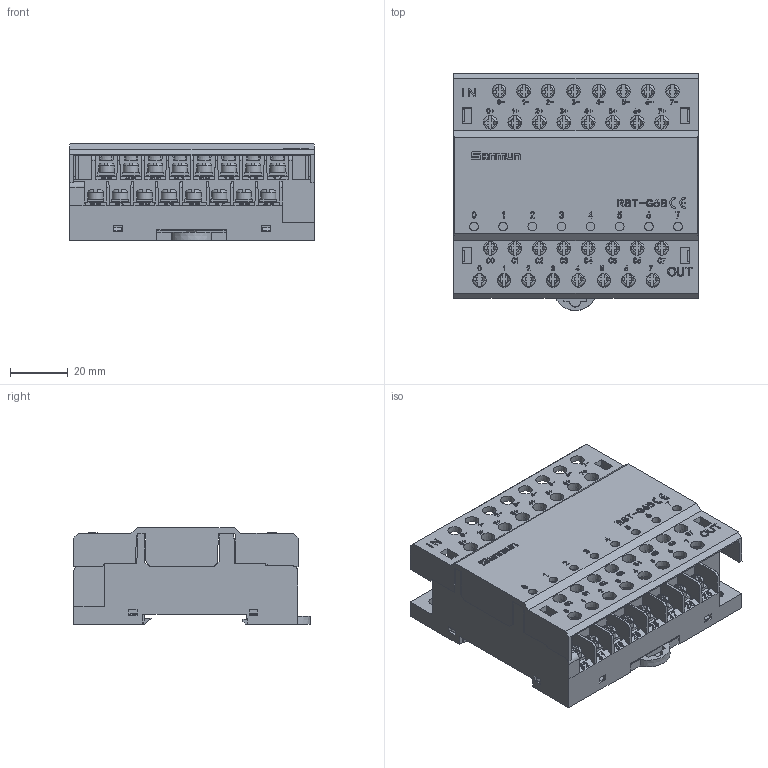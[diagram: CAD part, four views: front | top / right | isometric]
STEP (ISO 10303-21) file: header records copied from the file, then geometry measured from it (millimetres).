
FILE_DESCRIPTION(/* description */ (''),/* implementation_level */ '2;1');
FILE_NAME(/* name */ '',/* time_stamp */ '2025-06-10T13:56:12+08:00',/* author */ (''),/* organization */ (''),/* preprocessor_version */ 'ST-DEVELOPER v14',/* originating_system */ 'SIEMENS PLM Software NX 8.0',/* authorisation */ '');
FILE_SCHEMA (('AUTOMOTIVE_DESIGN { 1 0 10303 214 3 1 1 1 }'));
Products named in the file (1): Admi10448E1Dm7pp
Bounding box: 84.5 x 81.9 x 33.3 mm (x, y, z)
Volume: 130734.6 mm3; surface area: 60056.7 mm2
Topology: 1 solids, 30 shells, 3800 faces, 10179 edges, 6762 vertices
Faces by surface type: plane 3081, cylinder 318, extrusion 262, cone 105, torus 32, bspline 2
Full cylindrical faces by diameter (mm): 1.99 x32, 2.012 x16, 3.6 x8, 5.274 x32
Entity records: 140007 total; most frequent: CARTESIAN_POINT 47646, ORIENTED_EDGE 19826, DIRECTION 16889, EDGE_CURVE 9913, VECTOR 7639, LINE 7377, VERTEX_POINT 6690, AXIS2_PLACEMENT_3D 4625
